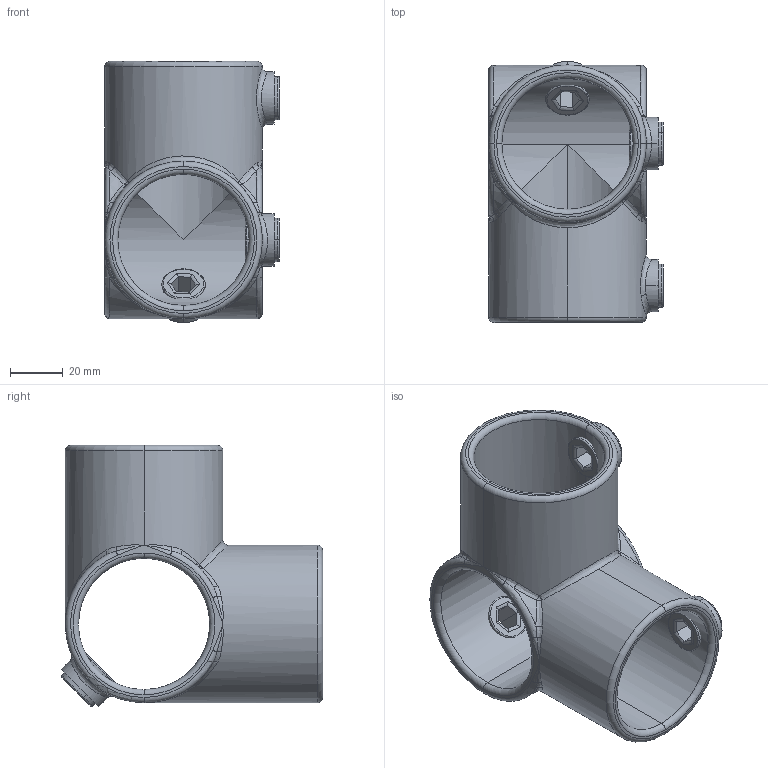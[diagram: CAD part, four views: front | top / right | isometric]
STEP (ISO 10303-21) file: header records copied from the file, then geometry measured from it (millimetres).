
FILE_DESCRIPTION (( 'STEP AP203' ), '1' );
FILE_NAME ('116-D48.STEP', '2016-01-27T14:03:31', ( '' ), ( '' ), 'SwSTEP 2.0', 'SolidWorks 2015', '' );
FILE_SCHEMA (( 'CONFIG_CONTROL_DESIGN' ));
Length unit declared in the file: millimetre
Products named in the file (3): 116-D48 Teil1_Detailliert; 116-D48 Teil2; 116-D48
Assembly tree (4 placements, depth 2):
  116-D48
    116-D48 Teil1_Detailliert
    116-D48 Teil2  x3
Bounding box: 66.5 x 99.47 x 99.47 mm (x, y, z)
Volume: 111225.1 mm3; surface area: 49987.6 mm2
Topology: 4 solids, 4 shells, 170 faces, 409 edges, 224 vertices
Faces by surface type: cylinder 68, bspline 39, plane 31, torus 30, sphere 2
Entity records: 6359 total; most frequent: CARTESIAN_POINT 3629, ORIENTED_EDGE 548, DIRECTION 451, EDGE_CURVE 274, AXIS2_PLACEMENT_3D 197, VERTEX_POINT 158, EDGE_LOOP 130, FACE_OUTER_BOUND 118
